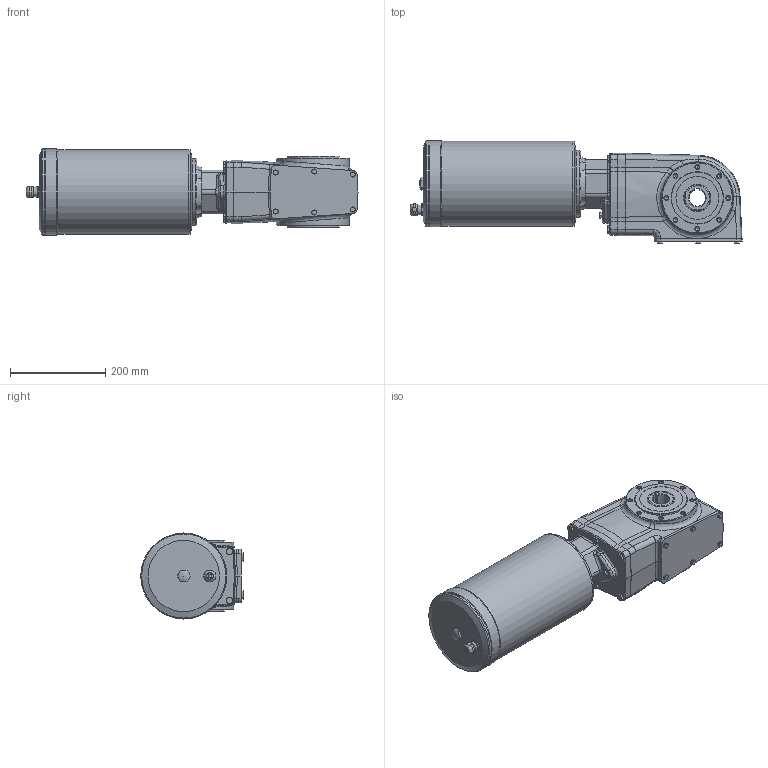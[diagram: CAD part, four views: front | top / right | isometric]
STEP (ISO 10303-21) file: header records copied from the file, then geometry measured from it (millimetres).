
FILE_DESCRIPTION( ( 'Unknown' ), '1' );
FILE_NAME( '1C3BCFF724279449528DB9FBD86F28.3d.stp', 'Unknown', ( 'Unknown' ), ( 'Unknown' ), 'PSStep 10.1', 'Unknown', ' ' );
FILE_SCHEMA( ( 'AUTOMOTIVE_DESIGN { 1 0 10303 214 1 1 1 1 }' ) );
Length unit declared in the file: millimetre
Products named in the file (1): X62N
Bounding box: 698.5 x 215.7 x 181 mm (x, y, z)
Volume: 14337728.5 mm3; surface area: 506346.1 mm2
Topology: 1 solids, 10 shells, 755 faces, 1792 edges, 1113 vertices
Faces by surface type: plane 283, cylinder 197, cone 166, bspline 53, torus 51, extrusion 4, sphere 1
Full cylindrical faces by diameter (mm): 6 x6, 6.647 x8, 7 x7, 8.376 x32, 8.9 x6, 9 x4, 10 x6, 11.6 x6, 12 x6, 13.4 x1, 16.662 x1, 18 x1, 20 x1, 24 x1, 30 x1, 57.5 x2, 58 x2, 62 x1, 85 x1, 90 x2, 95 x1, 110 x2, 140 x1, 177.98 x1, 178 x2, 180.98 x2, 181 x3
Entity records: 31878 total; most frequent: CARTESIAN_POINT 10125, DIRECTION 3236, ORIENTED_EDGE 2960, EDGE_CURVE 1480, AXIS2_PLACEMENT_3D 1344, EDGE_LOOP 1048, VERTEX_POINT 1030, FACE_OUTER_BOUND 906
